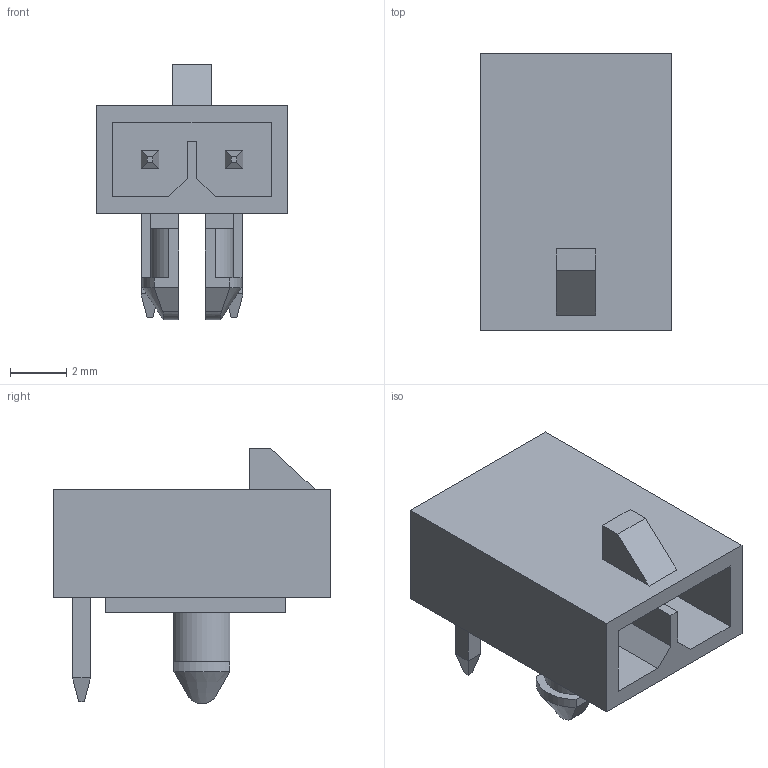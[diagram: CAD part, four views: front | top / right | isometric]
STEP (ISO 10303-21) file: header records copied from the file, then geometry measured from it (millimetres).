
FILE_DESCRIPTION(/* description */ (''),/* implementation_level */ '2;1');
FILE_NAME(/* name */ '2157602002wbm000_02_214.stp',/* time_stamp */ '2023-10-27T12:09:40+06:00',/* author */ (''),/* organization */ (''),/* preprocessor_version */ 'ST-DEVELOPER v16.7',/* originating_system */ 'SIEMENS PLM Software NX 1919',/* authorisation */ '');
FILE_SCHEMA (('AUTOMOTIVE_DESIGN { 1 0 10303 214 3 1 1 1 }'));
Length unit declared in the file: millimetre
Products named in the file (1): 2157602002wbm000_02
Bounding box: 6.85 x 9.91 x 9.12 mm (x, y, z)
Volume: 196.6 mm3; surface area: 487.4 mm2
Topology: 1 solids, 1 shells, 88 faces, 212 edges, 134 vertices
Faces by surface type: plane 80, cylinder 6, cone 2
Entity records: 2578 total; most frequent: CARTESIAN_POINT 509, ORIENTED_EDGE 424, DIRECTION 396, EDGE_CURVE 212, LINE 194, VECTOR 194, VERTEX_POINT 134, AXIS2_PLACEMENT_3D 101
